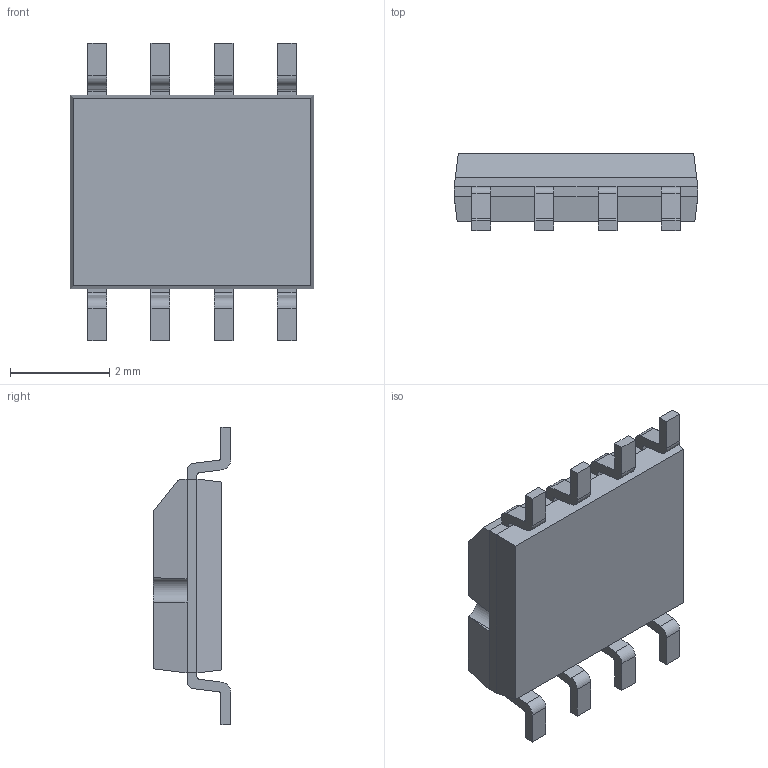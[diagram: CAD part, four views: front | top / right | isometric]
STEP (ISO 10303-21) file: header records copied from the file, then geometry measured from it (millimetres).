
FILE_DESCRIPTION (( 'STEP AP214' ), '1' );
FILE_NAME ('User Library-sop8_model.STEP', '2017-11-24T01:35:09', ( '' ), ( '' ), 'SwSTEP 2.0', 'SolidWorks 2017', '' );
FILE_SCHEMA (( 'AUTOMOTIVE_DESIGN' ));
Length unit declared in the file: millimetre
Products named in the file (3): User Library-sop8_model; User Library-sop8_model_sop8_body; User Library-sop8_model_pin5to8_sop8
Assembly tree (9 placements, depth 2):
  User Library-sop8_model
    User Library-sop8_model_pin5to8_sop8  x8
    User Library-sop8_model_sop8_body
Bounding box: 4.9 x 1.56 x 5.98 mm (x, y, z)
Volume: 25.8 mm3; surface area: 78.1 mm2
Topology: 9 solids, 9 shells, 180 faces, 442 edges, 280 vertices
Faces by surface type: plane 145, cylinder 35
Entity records: 3302 total; most frequent: CARTESIAN_POINT 402, DIRECTION 388, ORIENTED_EDGE 380, EDGE_CURVE 190, LINE 176, VECTOR 176, VERTEX_POINT 112, AXIS2_PLACEMENT_3D 106
